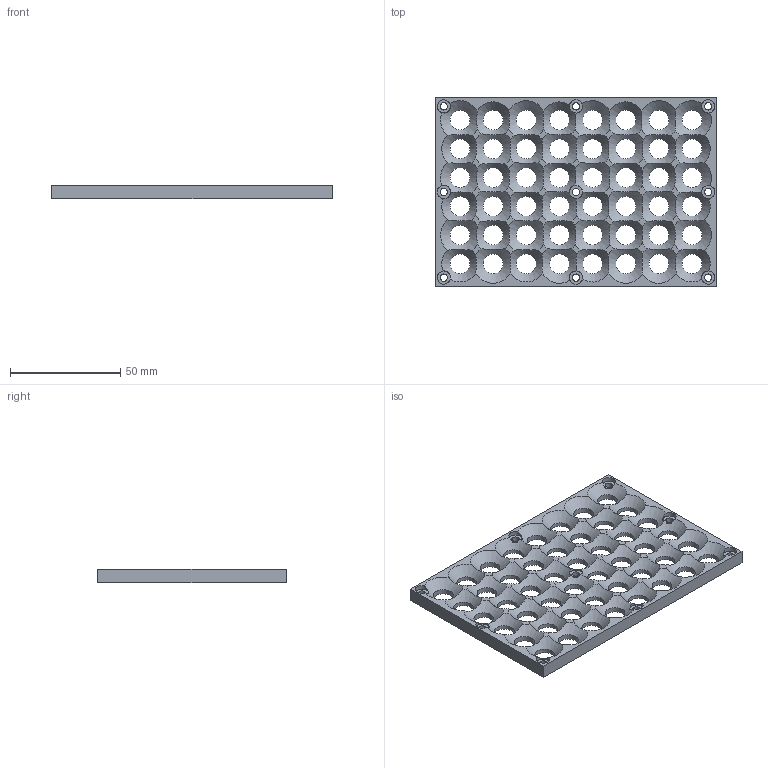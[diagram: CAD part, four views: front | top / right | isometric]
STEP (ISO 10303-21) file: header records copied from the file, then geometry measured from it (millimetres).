
FILE_DESCRIPTION(/* description */ (''),/* implementation_level */ '2;1');
FILE_NAME(/* name */ 'Cover plate detector - 48 Well Plate USAXS.step',/* time_stamp */ '2022-01-21T15:03:55-08:00',/* author */ (''),/* organization */ (''),/* preprocessor_version */ 'ST-DEVELOPER v18.1',/* originating_system */ 'Autodesk Translation Framework v10.10.0.1391',/* authorisation */ '');
FILE_SCHEMA (('AUTOMOTIVE_DESIGN { 1 0 10303 214 3 1 1 }'));
Length unit declared in the file: inch
Products named in the file (1): 48 Well Top/Bottom USAXS
Bounding box: 127 x 85.47 x 6.2 mm (x, y, z)
Volume: 34477.5 mm3; surface area: 24206.6 mm2
Topology: 1 solids, 1 shells, 163 faces, 576 edges, 368 vertices
Faces by surface type: cylinder 66, plane 49, cone 48
Full cylindrical faces by diameter (mm): 3.3 x9, 6 x9, 9 x48
Entity records: 7439 total; most frequent: CARTESIAN_POINT 2286, ORIENTED_EDGE 1152, DIRECTION 1062, EDGE_CURVE 576, AXIS2_PLACEMENT_3D 468, VERTEX_POINT 368, CIRCLE 304, EDGE_LOOP 230
